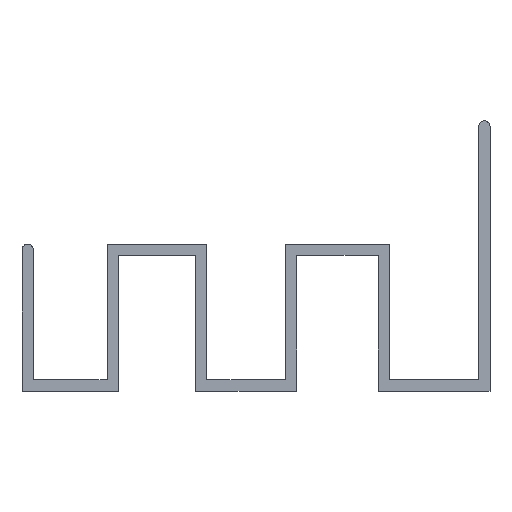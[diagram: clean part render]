
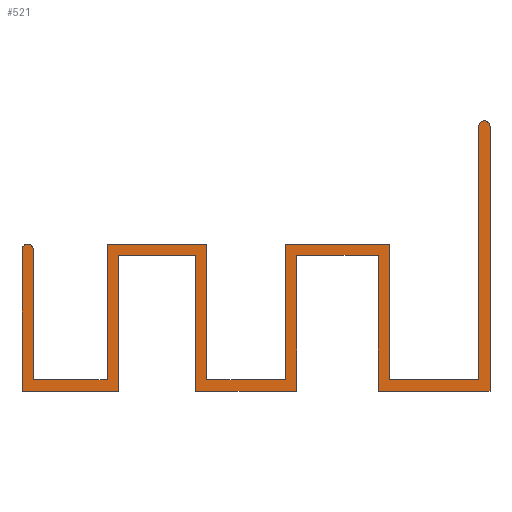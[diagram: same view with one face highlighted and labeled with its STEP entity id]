
A CAD part, top view. The second image highlights one B-rep face of the part: STEP entity #521.
In plain terms, the highlighted planar face has unit normal (0, 0, 1).
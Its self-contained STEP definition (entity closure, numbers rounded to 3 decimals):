
#16=CIRCLE('',#549,0.125);
#18=CIRCLE('',#563,0.125);
#45=FACE_OUTER_BOUND('',#71,.T.);
#71=EDGE_LOOP('',(#425,#426,#427,#428,#429,#430,#431,#432,#433,#434,#435,
#436,#437,#438,#439,#440,#441,#442,#443,#444,#445,#446,#447,#448));
#75=LINE('',#705,#143);
#78=LINE('',#711,#146);
#81=LINE('',#717,#149);
#84=LINE('',#723,#152);
#87=LINE('',#729,#155);
#90=LINE('',#735,#158);
#93=LINE('',#741,#161);
#96=LINE('',#747,#164);
#99=LINE('',#753,#167);
#102=LINE('',#759,#170);
#106=LINE('',#771,#174);
#109=LINE('',#777,#177);
#112=LINE('',#783,#180);
#115=LINE('',#789,#183);
#118=LINE('',#795,#186);
#121=LINE('',#801,#189);
#124=LINE('',#807,#192);
#127=LINE('',#813,#195);
#130=LINE('',#819,#198);
#133=LINE('',#825,#201);
#136=LINE('',#831,#204);
#140=LINE('',#841,#208);
#143=VECTOR('',#573,10.);
#146=VECTOR('',#578,10.);
#149=VECTOR('',#583,10.);
#152=VECTOR('',#588,10.);
#155=VECTOR('',#593,10.);
#158=VECTOR('',#598,10.);
#161=VECTOR('',#603,10.);
#164=VECTOR('',#608,10.);
#167=VECTOR('',#613,10.);
#170=VECTOR('',#618,10.);
#174=VECTOR('',#630,10.);
#177=VECTOR('',#635,10.);
#180=VECTOR('',#640,10.);
#183=VECTOR('',#645,10.);
#186=VECTOR('',#650,10.);
#189=VECTOR('',#655,10.);
#192=VECTOR('',#660,10.);
#195=VECTOR('',#665,10.);
#198=VECTOR('',#670,10.);
#201=VECTOR('',#675,10.);
#204=VECTOR('',#680,10.);
#208=VECTOR('',#692,10.);
#211=VERTEX_POINT('',#702);
#212=VERTEX_POINT('',#704);
#214=VERTEX_POINT('',#710);
#216=VERTEX_POINT('',#716);
#218=VERTEX_POINT('',#722);
#220=VERTEX_POINT('',#728);
#222=VERTEX_POINT('',#734);
#224=VERTEX_POINT('',#740);
#226=VERTEX_POINT('',#746);
#228=VERTEX_POINT('',#752);
#230=VERTEX_POINT('',#758);
#232=VERTEX_POINT('',#764);
#234=VERTEX_POINT('',#770);
#236=VERTEX_POINT('',#776);
#238=VERTEX_POINT('',#782);
#240=VERTEX_POINT('',#788);
#242=VERTEX_POINT('',#794);
#244=VERTEX_POINT('',#800);
#246=VERTEX_POINT('',#806);
#248=VERTEX_POINT('',#812);
#250=VERTEX_POINT('',#818);
#252=VERTEX_POINT('',#824);
#254=VERTEX_POINT('',#830);
#256=VERTEX_POINT('',#836);
#259=EDGE_CURVE('',#212,#211,#75,.T.);
#262=EDGE_CURVE('',#214,#212,#78,.T.);
#265=EDGE_CURVE('',#216,#214,#81,.T.);
#268=EDGE_CURVE('',#218,#216,#84,.T.);
#271=EDGE_CURVE('',#220,#218,#87,.T.);
#274=EDGE_CURVE('',#222,#220,#90,.T.);
#277=EDGE_CURVE('',#224,#222,#93,.T.);
#280=EDGE_CURVE('',#226,#224,#96,.T.);
#283=EDGE_CURVE('',#228,#226,#99,.T.);
#286=EDGE_CURVE('',#230,#228,#102,.T.);
#289=EDGE_CURVE('',#232,#230,#16,.T.);
#292=EDGE_CURVE('',#234,#232,#106,.T.);
#295=EDGE_CURVE('',#236,#234,#109,.T.);
#298=EDGE_CURVE('',#238,#236,#112,.T.);
#301=EDGE_CURVE('',#240,#238,#115,.T.);
#304=EDGE_CURVE('',#242,#240,#118,.T.);
#307=EDGE_CURVE('',#244,#242,#121,.T.);
#310=EDGE_CURVE('',#246,#244,#124,.T.);
#313=EDGE_CURVE('',#248,#246,#127,.T.);
#316=EDGE_CURVE('',#250,#248,#130,.T.);
#319=EDGE_CURVE('',#252,#250,#133,.T.);
#322=EDGE_CURVE('',#254,#252,#136,.T.);
#325=EDGE_CURVE('',#256,#254,#18,.T.);
#328=EDGE_CURVE('',#211,#256,#140,.T.);
#425=ORIENTED_EDGE('',*,*,#328,.T.);
#426=ORIENTED_EDGE('',*,*,#325,.T.);
#427=ORIENTED_EDGE('',*,*,#322,.T.);
#428=ORIENTED_EDGE('',*,*,#319,.T.);
#429=ORIENTED_EDGE('',*,*,#316,.T.);
#430=ORIENTED_EDGE('',*,*,#313,.T.);
#431=ORIENTED_EDGE('',*,*,#310,.T.);
#432=ORIENTED_EDGE('',*,*,#307,.T.);
#433=ORIENTED_EDGE('',*,*,#304,.T.);
#434=ORIENTED_EDGE('',*,*,#301,.T.);
#435=ORIENTED_EDGE('',*,*,#298,.T.);
#436=ORIENTED_EDGE('',*,*,#295,.T.);
#437=ORIENTED_EDGE('',*,*,#292,.T.);
#438=ORIENTED_EDGE('',*,*,#289,.T.);
#439=ORIENTED_EDGE('',*,*,#286,.T.);
#440=ORIENTED_EDGE('',*,*,#283,.T.);
#441=ORIENTED_EDGE('',*,*,#280,.T.);
#442=ORIENTED_EDGE('',*,*,#277,.T.);
#443=ORIENTED_EDGE('',*,*,#274,.T.);
#444=ORIENTED_EDGE('',*,*,#271,.T.);
#445=ORIENTED_EDGE('',*,*,#268,.T.);
#446=ORIENTED_EDGE('',*,*,#265,.T.);
#447=ORIENTED_EDGE('',*,*,#262,.T.);
#448=ORIENTED_EDGE('',*,*,#259,.T.);
#495=PLANE('',#565);
#521=ADVANCED_FACE('',(#45),#495,.T.);
#549=AXIS2_PLACEMENT_3D('',#765,#624,#625);
#563=AXIS2_PLACEMENT_3D('',#837,#686,#687);
#565=AXIS2_PLACEMENT_3D('',#842,#693,#694);
#573=DIRECTION('',(1.,0.,0.));
#578=DIRECTION('',(0.,-1.,0.));
#583=DIRECTION('',(1.,0.,0.));
#588=DIRECTION('',(0.,1.,0.));
#593=DIRECTION('',(1.,0.,0.));
#598=DIRECTION('',(0.,-1.,0.));
#603=DIRECTION('',(1.,0.,0.));
#608=DIRECTION('',(0.,1.,0.));
#613=DIRECTION('',(1.,0.,0.));
#618=DIRECTION('',(0.,-1.,0.));
#624=DIRECTION('center_axis',(0.,0.,1.));
#625=DIRECTION('ref_axis',(1.,0.,0.));
#630=DIRECTION('',(0.,1.,0.));
#635=DIRECTION('',(-1.,0.,0.));
#640=DIRECTION('',(0.,-1.,0.));
#645=DIRECTION('',(-1.,0.,0.));
#650=DIRECTION('',(0.,1.,0.));
#655=DIRECTION('',(-1.,0.,0.));
#660=DIRECTION('',(0.,-1.,0.));
#665=DIRECTION('',(-1.,0.,0.));
#670=DIRECTION('',(0.,1.,0.));
#675=DIRECTION('',(-1.,0.,0.));
#680=DIRECTION('',(0.,-1.,0.));
#686=DIRECTION('center_axis',(0.,0.,1.));
#687=DIRECTION('ref_axis',(1.,0.,0.));
#692=DIRECTION('',(0.,1.,0.));
#693=DIRECTION('center_axis',(0.,0.,1.));
#694=DIRECTION('ref_axis',(1.,0.,0.));
#702=CARTESIAN_POINT('',(0.125,-5.852,0.1));
#704=CARTESIAN_POINT('',(-2.343,-5.852,0.1));
#705=CARTESIAN_POINT('',(0.125,-5.852,0.1));
#710=CARTESIAN_POINT('',(-2.343,-2.852,0.1));
#711=CARTESIAN_POINT('',(-2.343,-5.852,0.1));
#716=CARTESIAN_POINT('',(-4.15,-2.852,0.1));
#717=CARTESIAN_POINT('',(-2.343,-2.852,0.1));
#722=CARTESIAN_POINT('',(-4.15,-5.852,0.1));
#723=CARTESIAN_POINT('',(-4.15,-2.852,0.1));
#728=CARTESIAN_POINT('',(-6.381,-5.852,0.1));
#729=CARTESIAN_POINT('',(-4.15,-5.852,0.1));
#734=CARTESIAN_POINT('',(-6.381,-2.852,0.1));
#735=CARTESIAN_POINT('',(-6.381,-5.852,0.1));
#740=CARTESIAN_POINT('',(-8.087,-2.852,0.1));
#741=CARTESIAN_POINT('',(-6.381,-2.852,0.1));
#746=CARTESIAN_POINT('',(-8.087,-5.852,0.1));
#747=CARTESIAN_POINT('',(-8.087,-2.852,0.1));
#752=CARTESIAN_POINT('',(-10.217,-5.852,0.1));
#753=CARTESIAN_POINT('',(-8.087,-5.852,0.1));
#758=CARTESIAN_POINT('',(-10.217,-2.727,0.1));
#759=CARTESIAN_POINT('',(-10.217,-5.852,0.1));
#764=CARTESIAN_POINT('',(-9.967,-2.727,0.1));
#765=CARTESIAN_POINT('Origin',(-10.092,-2.727,0.1));
#770=CARTESIAN_POINT('',(-9.967,-5.602,0.1));
#771=CARTESIAN_POINT('',(-9.967,-5.602,0.1));
#776=CARTESIAN_POINT('',(-8.337,-5.602,0.1));
#777=CARTESIAN_POINT('',(-8.337,-5.602,0.1));
#782=CARTESIAN_POINT('',(-8.337,-2.602,0.1));
#783=CARTESIAN_POINT('',(-8.337,-2.602,0.1));
#788=CARTESIAN_POINT('',(-6.131,-2.602,0.1));
#789=CARTESIAN_POINT('',(-6.131,-2.602,0.1));
#794=CARTESIAN_POINT('',(-6.131,-5.602,0.1));
#795=CARTESIAN_POINT('',(-6.131,-5.602,0.1));
#800=CARTESIAN_POINT('',(-4.4,-5.602,0.1));
#801=CARTESIAN_POINT('',(-4.4,-5.602,0.1));
#806=CARTESIAN_POINT('',(-4.4,-2.602,0.1));
#807=CARTESIAN_POINT('',(-4.4,-2.602,0.1));
#812=CARTESIAN_POINT('',(-2.093,-2.602,0.1));
#813=CARTESIAN_POINT('',(-2.093,-2.602,0.1));
#818=CARTESIAN_POINT('',(-2.093,-5.602,0.1));
#819=CARTESIAN_POINT('',(-2.093,-5.602,0.1));
#824=CARTESIAN_POINT('',(-0.125,-5.602,0.1));
#825=CARTESIAN_POINT('',(-0.125,-5.602,0.1));
#830=CARTESIAN_POINT('',(-0.125,0.,0.1));
#831=CARTESIAN_POINT('',(-0.125,0.,0.1));
#836=CARTESIAN_POINT('',(0.125,0.,0.1));
#837=CARTESIAN_POINT('Origin',(0.,0.,0.1));
#841=CARTESIAN_POINT('',(0.125,0.,0.1));
#842=CARTESIAN_POINT('Origin',(-5.046,-2.864,0.1));
